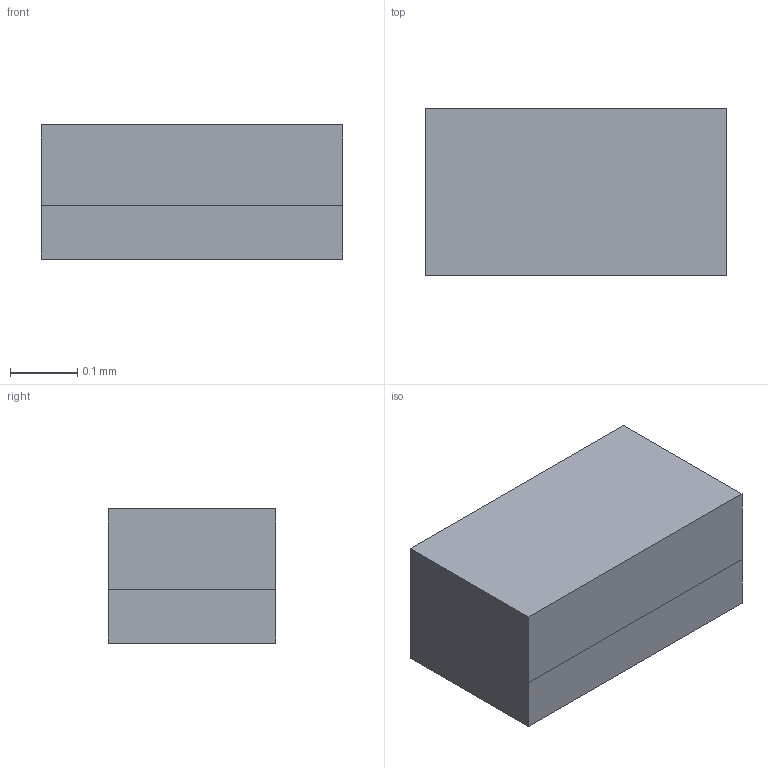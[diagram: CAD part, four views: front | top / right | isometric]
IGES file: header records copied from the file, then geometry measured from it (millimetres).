
Start section: SolidWorks IGES file using analytic representation for surfaces
Global section: file name: APG015.IGS; native system: SolidWorks 2014; preprocessor: SolidWorks 2014; author: FrankH; date: 240828.094712; units: millimetre
Bounding box: 0.45 x 0.25 x 0.2 mm (x, y, z)
Surface area: 1 mm2 (no closed solid volume)
Topology: 0 solids, 0 shells, 47 faces, 232 edges, 232 vertices
Faces by surface type: bspline 45, revolution 2
